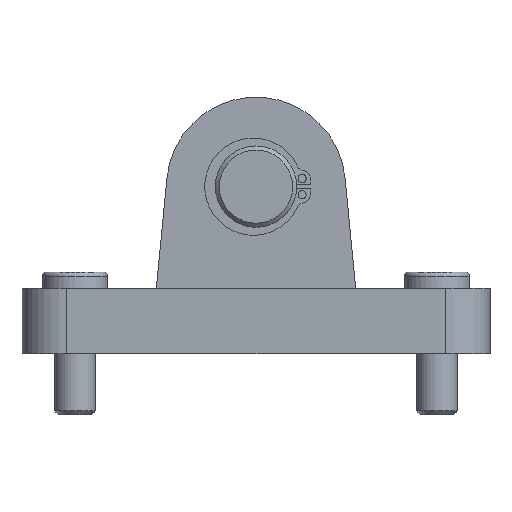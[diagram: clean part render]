
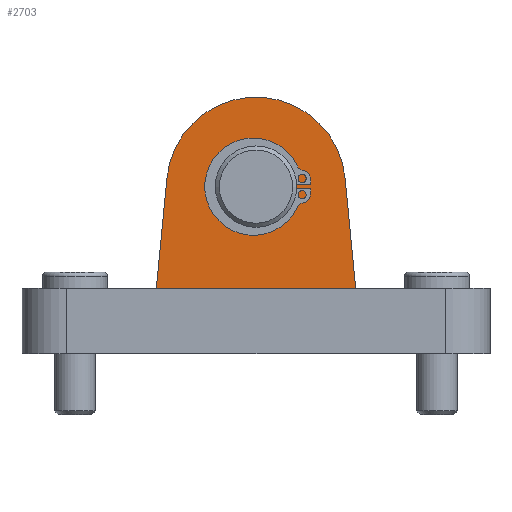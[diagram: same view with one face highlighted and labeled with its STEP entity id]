
A CAD part, left-side view. The second image highlights one B-rep face of the part: STEP entity #2703.
In plain terms, the highlighted planar face has unit normal (-1, 0, 0).
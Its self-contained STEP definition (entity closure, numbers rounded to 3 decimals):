
#82=FACE_BOUND('',#391,.T.);
#129=PLANE('',#2936);
#233=FACE_OUTER_BOUND('',#390,.T.);
#390=EDGE_LOOP('',(#1967,#1968,#1969,#1970));
#391=EDGE_LOOP('',(#1971));
#543=LINE('',#4086,#728);
#593=LINE('',#4241,#778);
#598=LINE('',#4255,#783);
#728=VECTOR('',#3266,10.);
#778=VECTOR('',#3428,10.);
#783=VECTOR('',#3445,10.);
#935=CIRCLE('',#2928,22.);
#936=CIRCLE('',#2931,10.);
#1096=VERTEX_POINT('',#4083);
#1097=VERTEX_POINT('',#4085);
#1146=VERTEX_POINT('',#4239);
#1147=VERTEX_POINT('',#4243);
#1149=VERTEX_POINT('',#4251);
#1378=EDGE_CURVE('',#1096,#1097,#543,.T.);
#1456=EDGE_CURVE('',#1146,#1096,#593,.T.);
#1458=EDGE_CURVE('',#1147,#1146,#935,.T.);
#1462=EDGE_CURVE('',#1149,#1149,#936,.T.);
#1463=EDGE_CURVE('',#1097,#1147,#598,.T.);
#1967=ORIENTED_EDGE('',*,*,#1463,.F.);
#1968=ORIENTED_EDGE('',*,*,#1378,.F.);
#1969=ORIENTED_EDGE('',*,*,#1456,.F.);
#1970=ORIENTED_EDGE('',*,*,#1458,.F.);
#1971=ORIENTED_EDGE('',*,*,#1462,.T.);
#2703=ADVANCED_FACE('',(#233,#82),#129,.T.);
#2928=AXIS2_PLACEMENT_3D('',#4245,#3432,#3433);
#2931=AXIS2_PLACEMENT_3D('',#4253,#3441,#3442);
#2936=AXIS2_PLACEMENT_3D('',#4262,#3454,#3455);
#3266=DIRECTION('',(0.,1.,0.));
#3428=DIRECTION('',(0.,-0.096,-0.995));
#3432=DIRECTION('center_axis',(1.,0.,0.));
#3433=DIRECTION('ref_axis',(0.,0.995,0.096));
#3441=DIRECTION('center_axis',(1.,0.,0.));
#3442=DIRECTION('ref_axis',(0.,0.,-1.));
#3445=DIRECTION('',(0.,-0.096,0.995));
#3454=DIRECTION('center_axis',(-1.,0.,0.));
#3455=DIRECTION('ref_axis',(0.,0.,
-1.));
#4083=CARTESIAN_POINT('',(-37.5,-24.5,16.));
#4085=CARTESIAN_POINT('',(-37.5,24.5,16.));
#4086=CARTESIAN_POINT('',(-37.5,0.,16.));
#4239=CARTESIAN_POINT('',(-37.5,-21.899,43.101));
#4241=CARTESIAN_POINT('',(-37.5,-21.899,43.101));
#4243=CARTESIAN_POINT('',(-37.5,21.899,43.101));
#4245=CARTESIAN_POINT('Origin',(-37.5,0.,41.));
#4251=CARTESIAN_POINT('',(-37.5,0.,51.));
#4253=CARTESIAN_POINT('Origin',(-37.5,0.,41.));
#4255=CARTESIAN_POINT('',(-37.5,24.5,16.));
#4262=CARTESIAN_POINT('Origin',(-37.5,0.,35.26));
